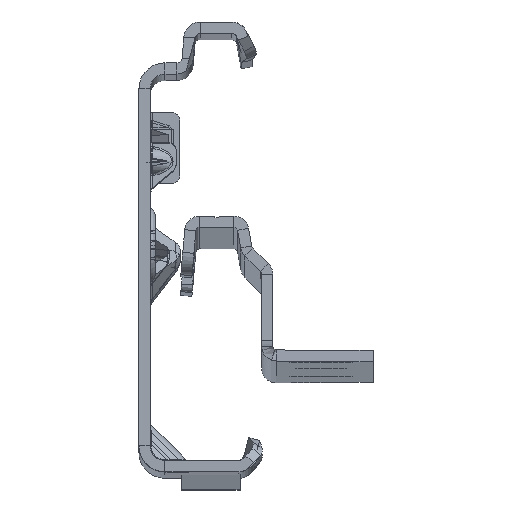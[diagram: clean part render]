
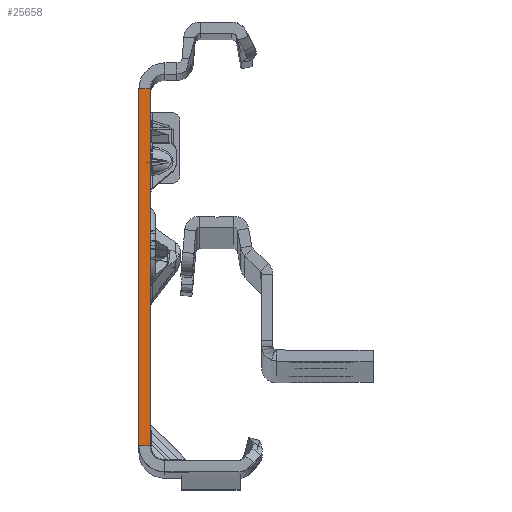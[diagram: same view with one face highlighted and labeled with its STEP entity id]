
A CAD part, top view. The second image highlights one B-rep face of the part: STEP entity #25658.
In plain terms, the highlighted planar face has unit normal (0, 0, 1).
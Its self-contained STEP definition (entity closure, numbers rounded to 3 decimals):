
#1846 = CARTESIAN_POINT ( 'NONE',  ( -1.5, -25.865, 0. ) ) ;
#5127 = VECTOR ( 'NONE', #27217, 1000. ) ;
#6479 = DIRECTION ( 'NONE',  ( 1., 0., 0. ) ) ;
#6525 = ORIENTED_EDGE ( 'NONE', *, *, #38852, .T. ) ;
#7192 = EDGE_CURVE ( 'NONE', #12457, #47828, #27754, .T. ) ;
#7861 = CARTESIAN_POINT ( 'NONE',  ( 0., -25.865, 0. ) ) ;
#8251 = CARTESIAN_POINT ( 'NONE',  ( -1.5, 22.135, 0. ) ) ;
#12064 = CARTESIAN_POINT ( 'NONE',  ( 0., -27.865, 0. ) ) ;
#12457 = VERTEX_POINT ( 'NONE', #7861 ) ;
#12922 = VECTOR ( 'NONE', #36744, 1000. ) ;
#16284 = DIRECTION ( 'NONE',  ( 0., -1., 0. ) ) ;
#18552 = CARTESIAN_POINT ( 'NONE',  ( 0., -25.865, 0. ) ) ;
#18887 = CARTESIAN_POINT ( 'NONE',  ( 0., 22.135, 0. ) ) ;
#20468 = LINE ( 'NONE', #12064, #23919 ) ;
#21069 = VERTEX_POINT ( 'NONE', #23449 ) ;
#21672 = ORIENTED_EDGE ( 'NONE', *, *, #45401, .T. ) ;
#23022 = PLANE ( 'NONE',  #35236 ) ;
#23449 = CARTESIAN_POINT ( 'NONE',  ( 0., 22.135, 0. ) ) ;
#23919 = VECTOR ( 'NONE', #16284, 1000. ) ;
#25658 = ADVANCED_FACE ( 'NONE', ( #36395 ), #23022, .T. ) ;
#27217 = DIRECTION ( 'NONE',  ( -1., 0., 0. ) ) ;
#27529 = ORIENTED_EDGE ( 'NONE', *, *, #52810, .F. ) ;
#27754 = LINE ( 'NONE', #18552, #5127 ) ;
#28605 = LINE ( 'NONE', #53539, #52659 ) ;
#32928 = EDGE_LOOP ( 'NONE', ( #27529, #6525, #21672, #42567 ) ) ;
#35236 = AXIS2_PLACEMENT_3D ( 'NONE', #40643, #53516, #6479 ) ;
#35833 = VERTEX_POINT ( 'NONE', #8251 ) ;
#36395 = FACE_OUTER_BOUND ( 'NONE', #32928, .T. ) ;
#36744 = DIRECTION ( 'NONE',  ( -1., 0., 0. ) ) ;
#38852 = EDGE_CURVE ( 'NONE', #21069, #35833, #48830, .T. ) ;
#40643 = CARTESIAN_POINT ( 'NONE',  ( -1.5, -27.865, 0. ) ) ;
#42567 = ORIENTED_EDGE ( 'NONE', *, *, #7192, .F. ) ;
#45401 = EDGE_CURVE ( 'NONE', #35833, #47828, #28605, .T. ) ;
#47828 = VERTEX_POINT ( 'NONE', #1846 ) ;
#48830 = LINE ( 'NONE', #18887, #12922 ) ;
#52659 = VECTOR ( 'NONE', #54072, 1000. ) ;
#52810 = EDGE_CURVE ( 'NONE', #21069, #12457, #20468, .T. ) ;
#53516 = DIRECTION ( 'NONE',  ( 0., 0., 1. ) ) ;
#53539 = CARTESIAN_POINT ( 'NONE',  ( -1.5, -27.865, 0. ) ) ;
#54072 = DIRECTION ( 'NONE',  ( 0., -1., 0. ) ) ;
